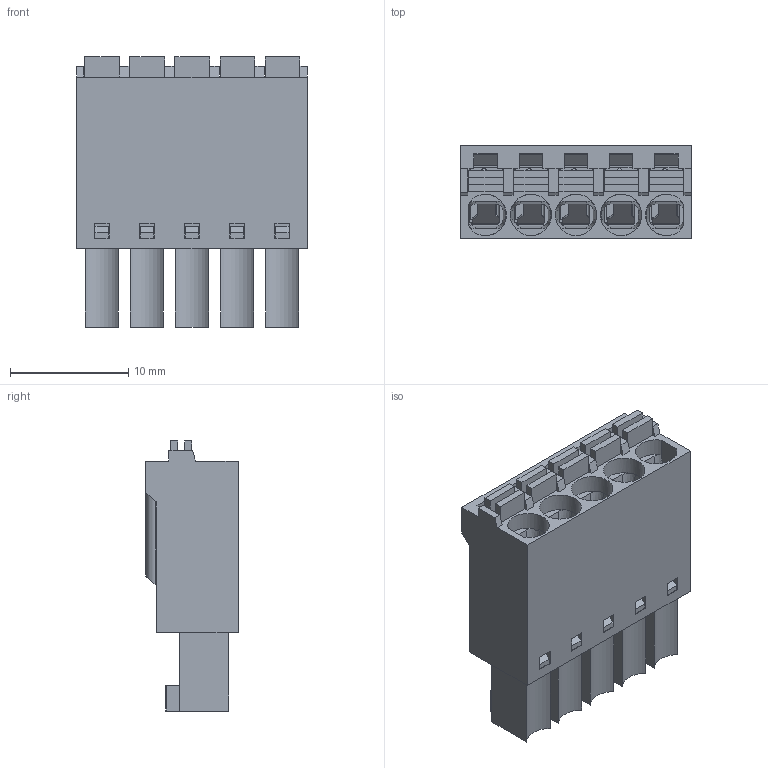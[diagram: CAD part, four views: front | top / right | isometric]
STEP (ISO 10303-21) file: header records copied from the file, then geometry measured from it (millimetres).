
FILE_DESCRIPTION(/* description */ ('Unknown'),/* implementation_level */ '2;1');
FILE_NAME(/* name */ '691304330005',/* time_stamp */ '2018-04-25T17:06:22+02:00',/* author */ ('Unknown'),/* organization */ ('Unknown'),/* preprocessor_version */ 'ST-DEVELOPER v16.7',/* originating_system */ 'DEX',/* authorisation */ $);
FILE_SCHEMA (('AUTOMOTIVE_DESIGN {1 0 10303 214 3 1 1}'));
Length unit declared in the file: millimetre
Products named in the file (6): 6913043000xx; 691304300005; 691304300005_Bas; 6913043000xx_Levier; 6913043000xx_Lamelle; 6913043000xx_Pin
Assembly tree (17 placements, depth 2):
  6913043000xx
    691304300005
    691304300005_Bas
    6913043000xx_Levier  x5
    6913043000xx_Lamelle  x5
    6913043000xx_Pin  x5
Bounding box: 19.45 x 7.8 x 22.8 mm (x, y, z)
Volume: 1533.6 mm3; surface area: 5422.1 mm2
Topology: 17 solids, 17 shells, 1481 faces, 4162 edges, 2710 vertices
Faces by surface type: plane 1156, cylinder 300, cone 25
Full cylindrical faces by diameter (mm): 1.2 x5, 3.5 x3
Entity records: 28814 total; most frequent: CARTESIAN_POINT 5200, ORIENTED_EDGE 5064, DIRECTION 4623, EDGE_CURVE 2532, LINE 2159, VECTOR 2159, VERTEX_POINT 1673, AXIS2_PLACEMENT_3D 1232
